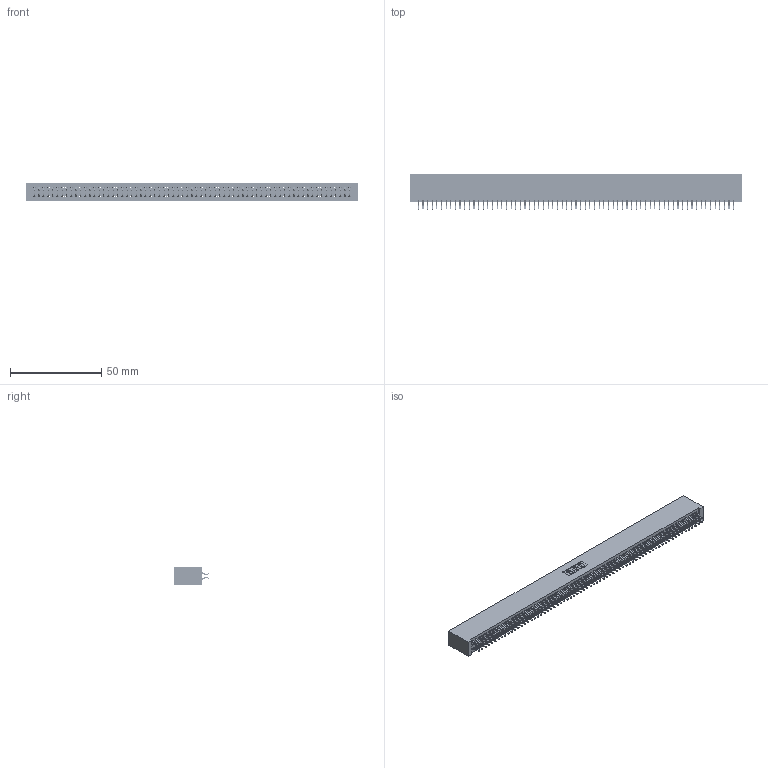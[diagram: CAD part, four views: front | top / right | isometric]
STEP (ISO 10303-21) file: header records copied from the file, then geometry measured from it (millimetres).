
FILE_DESCRIPTION (( 'STEP AP203' ), '1' );
FILE_NAME ('395-138-556-201.STEP', '2018-12-05T16:57:01', ( '' ), ( '' ), 'SwSTEP 2.0', 'SolidWorks 2016', '' );
FILE_SCHEMA (( 'CONFIG_CONTROL_DESIGN' ));
Length unit declared in the file: inch
Products named in the file (3): 345-292-001_556 Tail; 395-138-556-201; 345 Part_No Mounting Lugs
Assembly tree (139 placements, depth 2):
  395-138-556-201
    345 Part_No Mounting Lugs
    345-292-001_556 Tail  x138
Bounding box: 181.86 x 19.24 x 9.4 mm (x, y, z)
Volume: 18527.5 mm3; surface area: 28092.2 mm2
Topology: 139 solids, 139 shells, 7846 faces, 23363 edges, 15390 vertices
Faces by surface type: plane 5182, cylinder 2664
Entity records: 50447 total; most frequent: CARTESIAN_POINT 8444, ORIENTED_EDGE 8366, DIRECTION 7395, EDGE_CURVE 4183, VECTOR 3775, LINE 3775, VERTEX_POINT 2786, AXIS2_PLACEMENT_3D 1810
